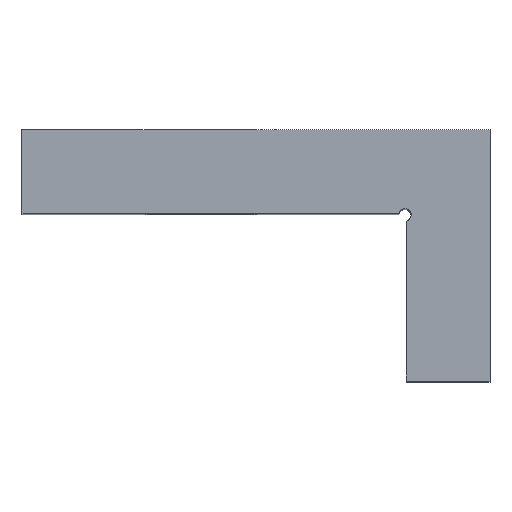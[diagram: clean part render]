
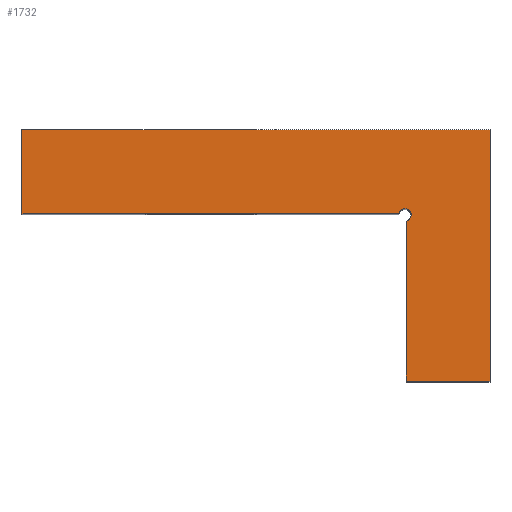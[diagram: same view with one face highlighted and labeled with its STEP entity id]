
A CAD part, top view. The second image highlights one B-rep face of the part: STEP entity #1732.
In plain terms, the highlighted planar face has unit normal (0, 0, 1).
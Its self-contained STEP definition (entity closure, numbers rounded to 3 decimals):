
#26=PLANE('',#1844);
#130=FACE_OUTER_BOUND('',#225,.T.);
#225=EDGE_LOOP('',(#1562,#1563,#1564,#1565,#1566,#1567,#1568));
#422=CIRCLE('',#1830,0.75);
#480=LINE('',#6354,#555);
#483=LINE('',#7796,#558);
#492=LINE('',#9658,#567);
#495=LINE('',#10723,#570);
#497=LINE('',#10726,#572);
#499=LINE('',#10729,#574);
#555=VECTOR('',#2047,10.);
#558=VECTOR('',#2060,10.);
#567=VECTOR('',#2085,10.);
#570=VECTOR('',#2106,10.);
#572=VECTOR('',#2110,10.);
#574=VECTOR('',#2114,10.);
#715=VERTEX_POINT('',#6351);
#716=VERTEX_POINT('',#6353);
#728=VERTEX_POINT('',#7795);
#747=VERTEX_POINT('',#9644);
#748=VERTEX_POINT('',#9646);
#752=VERTEX_POINT('',#9656);
#756=VERTEX_POINT('',#10721);
#942=EDGE_CURVE('',#715,#716,#480,.T.);
#967=EDGE_CURVE('',#716,#728,#483,.T.);
#1004=EDGE_CURVE('',#747,#748,#422,.T.);
#1010=EDGE_CURVE('',#752,#747,#492,.T.);
#1025=EDGE_CURVE('',#756,#715,#495,.T.);
#1027=EDGE_CURVE('',#756,#748,#497,.T.);
#1029=EDGE_CURVE('',#752,#728,#499,.T.);
#1562=ORIENTED_EDGE('',*,*,#1027,.T.);
#1563=ORIENTED_EDGE('',*,*,#1004,.F.);
#1564=ORIENTED_EDGE('',*,*,#1010,.F.);
#1565=ORIENTED_EDGE('',*,*,#1029,.T.);
#1566=ORIENTED_EDGE('',*,*,#967,.F.);
#1567=ORIENTED_EDGE('',*,*,#942,.F.);
#1568=ORIENTED_EDGE('',*,*,#1025,.F.);
#1732=ADVANCED_FACE('',(#130),#26,.T.);
#1830=AXIS2_PLACEMENT_3D('',#9647,#2075,#2076);
#1844=AXIS2_PLACEMENT_3D('',#10730,#2115,#2116);
#2047=DIRECTION('',(1.,0.,0.));
#2060=DIRECTION('',(0.,-1.,0.));
#2075=DIRECTION('center_axis',(0.,0.,1.));
#2076=DIRECTION('ref_axis',(0.228,-0.974,0.));
#2085=DIRECTION('',(0.,1.,0.));
#2106=DIRECTION('',(0.,1.,0.));
#2110=DIRECTION('',(1.,0.,0.));
#2114=DIRECTION('',(1.,0.,0.));
#2115=DIRECTION('center_axis',(0.,0.,1.));
#2116=DIRECTION('ref_axis',(1.,0.,0.));
#6351=CARTESIAN_POINT('',(-45.801,16.55,37.5));
#6353=CARTESIAN_POINT('',(10.1,16.55,37.5));
#6354=CARTESIAN_POINT('',(-45.801,16.55,37.5));
#7795=CARTESIAN_POINT('',(10.1,-13.45,37.5));
#7796=CARTESIAN_POINT('',(10.1,16.55,37.5));
#9644=CARTESIAN_POINT('',(0.1,5.649,37.5));
#9646=CARTESIAN_POINT('',(-0.801,6.55,37.5));
#9647=CARTESIAN_POINT('Origin',(-0.071,6.379,37.5));
#9656=CARTESIAN_POINT('',(0.1,-13.45,37.5));
#9658=CARTESIAN_POINT('',(0.1,-13.45,37.5));
#10721=CARTESIAN_POINT('',(-45.801,6.55,37.5));
#10723=CARTESIAN_POINT('',(-45.801,6.55,37.5));
#10726=CARTESIAN_POINT('',(-45.801,6.55,37.5));
#10729=CARTESIAN_POINT('',(0.1,-13.45,37.5));
#10730=CARTESIAN_POINT('Origin',(-17.851,1.55,37.5));
